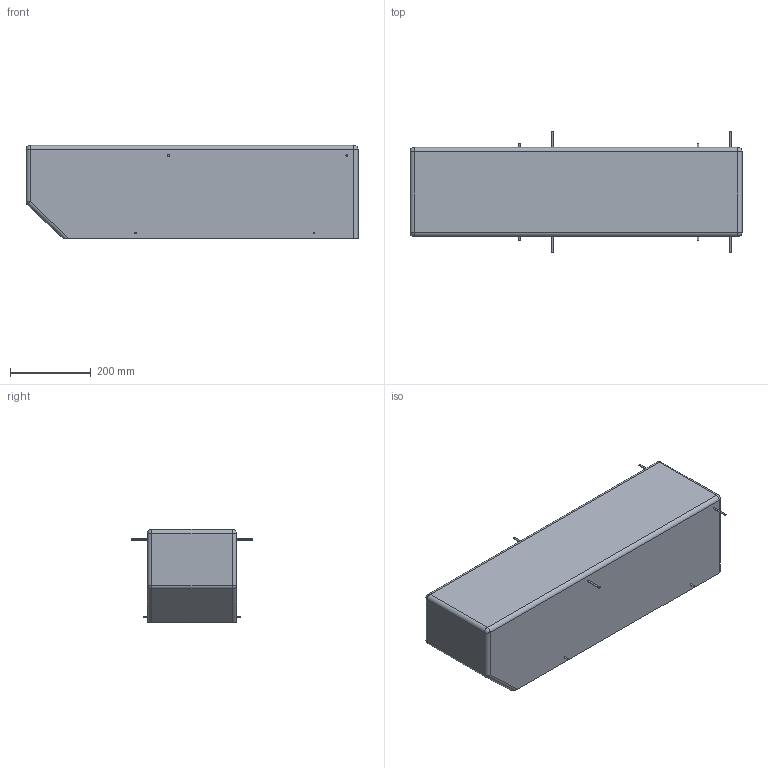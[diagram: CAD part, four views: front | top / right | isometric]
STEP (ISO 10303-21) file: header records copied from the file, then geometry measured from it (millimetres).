
FILE_DESCRIPTION (( 'STEP AP214' ), '1' );
FILE_NAME ('body_new.STEP', '2022-08-21T00:37:44', ( '' ), ( '' ), 'SwSTEP 2.0', 'SolidWorks 2017', '' );
FILE_SCHEMA (( 'AUTOMOTIVE_DESIGN' ));
Length unit declared in the file: millimetre
Products named in the file (1): body_new
Bounding box: 820 x 300 x 230 mm (x, y, z)
Volume: 40552660.2 mm3; surface area: 808779.1 mm2
Topology: 1 solids, 1 shells, 48 faces, 102 edges, 58 vertices
Faces by surface type: cylinder 27, plane 15, sphere 6
Entity records: 1282 total; most frequent: DIRECTION 244, CARTESIAN_POINT 209, ORIENTED_EDGE 192, AXIS2_PLACEMENT_3D 101, EDGE_CURVE 96, VERTEX_POINT 58, EDGE_LOOP 56, CIRCLE 52
